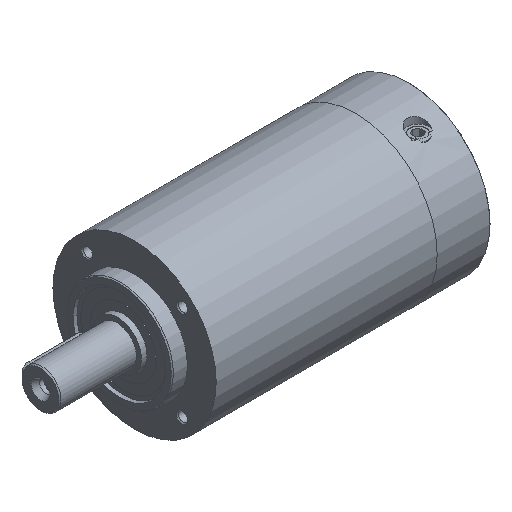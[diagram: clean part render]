
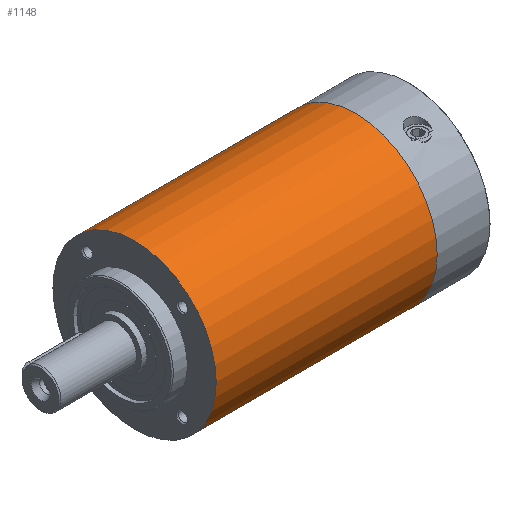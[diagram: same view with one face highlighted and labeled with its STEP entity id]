
A CAD part, isometric view. The second image highlights one B-rep face of the part: STEP entity #1148.
In plain terms, the highlighted cylindrical face has radius 42.5 mm (diameter 85 mm), a full revolution.
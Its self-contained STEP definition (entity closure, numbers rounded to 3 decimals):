
#610 = PLANE('',#611);
#611 = AXIS2_PLACEMENT_3D('',#612,#613,#614);
#612 = CARTESIAN_POINT('',(49.,21.25,0.));
#613 = DIRECTION('',(-1.,0.,0.));
#614 = DIRECTION('',(0.,0.,1.));
#630 = EDGE_CURVE('',#631,#631,#633,.T.);
#631 = VERTEX_POINT('',#632);
#632 = CARTESIAN_POINT('',(49.,42.5,0.));
#633 = SURFACE_CURVE('',#634,(#639,#650),.PCURVE_S1.);
#634 = CIRCLE('',#635,42.5);
#635 = AXIS2_PLACEMENT_3D('',#636,#637,#638);
#636 = CARTESIAN_POINT('',(49.,0.,0.));
#637 = DIRECTION('',(1.,0.,0.));
#638 = DIRECTION('',(0.,1.,0.));
#639 = PCURVE('',#610,#640);
#640 = DEFINITIONAL_REPRESENTATION('',(#641),#649);
#641 = ( BOUNDED_CURVE() B_SPLINE_CURVE(2,(#642,#643,#644,#645,#646,#647
,#648),.UNSPECIFIED.,.T.,.F.) B_SPLINE_CURVE_WITH_KNOTS((1,2,2,2,2,1),(
    -2.094,0.,2.094,4.189,6.283,
8.378),.UNSPECIFIED.) CURVE() GEOMETRIC_REPRESENTATION_ITEM() 
RATIONAL_B_SPLINE_CURVE((1.,0.5,1.,0.5,1.,0.5,1.)) REPRESENTATION_ITEM(
  '') );
#642 = CARTESIAN_POINT('',(0.,21.25));
#643 = CARTESIAN_POINT('',(73.612,21.25));
#644 = CARTESIAN_POINT('',(36.806,-42.5));
#645 = CARTESIAN_POINT('',(0.,-106.25));
#646 = CARTESIAN_POINT('',(-36.806,-42.5));
#647 = CARTESIAN_POINT('',(-73.612,21.25));
#648 = CARTESIAN_POINT('',(0.,21.25));
#649 = ( GEOMETRIC_REPRESENTATION_CONTEXT(2) 
PARAMETRIC_REPRESENTATION_CONTEXT() REPRESENTATION_CONTEXT('2D SPACE',''
  ) );
#650 = PCURVE('',#651,#656);
#651 = CYLINDRICAL_SURFACE('',#652,42.5);
#652 = AXIS2_PLACEMENT_3D('',#653,#654,#655);
#653 = CARTESIAN_POINT('',(106.5,0.,0.));
#654 = DIRECTION('',(1.,0.,0.));
#655 = DIRECTION('',(0.,1.,0.));
#656 = DEFINITIONAL_REPRESENTATION('',(#657),#660);
#657 = B_SPLINE_CURVE_WITH_KNOTS('',1,(#658,#659),.UNSPECIFIED.,.F.,.F.,
  (2,2),(0.,6.283),.PIECEWISE_BEZIER_KNOTS.);
#658 = CARTESIAN_POINT('',(0.,-57.5));
#659 = CARTESIAN_POINT('',(6.283,-57.5));
#660 = ( GEOMETRIC_REPRESENTATION_CONTEXT(2) 
PARAMETRIC_REPRESENTATION_CONTEXT() REPRESENTATION_CONTEXT('2D SPACE',''
  ) );
#1148 = ADVANCED_FACE('',(#1149),#651,.T.);
#1149 = FACE_BOUND('',#1150,.T.);
#1150 = EDGE_LOOP('',(#1151,#1178,#1198,#1199));
#1151 = ORIENTED_EDGE('',*,*,#1152,.F.);
#1152 = EDGE_CURVE('',#1153,#1153,#1155,.T.);
#1153 = VERTEX_POINT('',#1154);
#1154 = CARTESIAN_POINT('',(164.,42.5,0.));
#1155 = SURFACE_CURVE('',#1156,(#1161,#1167),.PCURVE_S1.);
#1156 = CIRCLE('',#1157,42.5);
#1157 = AXIS2_PLACEMENT_3D('',#1158,#1159,#1160);
#1158 = CARTESIAN_POINT('',(164.,0.,0.));
#1159 = DIRECTION('',(1.,0.,0.));
#1160 = DIRECTION('',(0.,1.,0.));
#1161 = PCURVE('',#651,#1162);
#1162 = DEFINITIONAL_REPRESENTATION('',(#1163),#1166);
#1163 = B_SPLINE_CURVE_WITH_KNOTS('',1,(#1164,#1165),.UNSPECIFIED.,.F.,
  .F.,(2,2),(0.,6.283),.PIECEWISE_BEZIER_KNOTS.);
#1164 = CARTESIAN_POINT('',(0.,57.5));
#1165 = CARTESIAN_POINT('',(6.283,57.5));
#1166 = ( GEOMETRIC_REPRESENTATION_CONTEXT(2) 
PARAMETRIC_REPRESENTATION_CONTEXT() REPRESENTATION_CONTEXT('2D SPACE',''
  ) );
#1167 = PCURVE('',#1168,#1173);
#1168 = CYLINDRICAL_SURFACE('',#1169,42.5);
#1169 = AXIS2_PLACEMENT_3D('',#1170,#1171,#1172);
#1170 = CARTESIAN_POINT('',(175.75,0.,0.));
#1171 = DIRECTION('',(1.,0.,0.));
#1172 = DIRECTION('',(0.,1.,0.));
#1173 = DEFINITIONAL_REPRESENTATION('',(#1174),#1177);
#1174 = B_SPLINE_CURVE_WITH_KNOTS('',1,(#1175,#1176),.UNSPECIFIED.,.F.,
  .F.,(2,2),(0.,6.283),.PIECEWISE_BEZIER_KNOTS.);
#1175 = CARTESIAN_POINT('',(0.,-11.75));
#1176 = CARTESIAN_POINT('',(6.283,-11.75));
#1177 = ( GEOMETRIC_REPRESENTATION_CONTEXT(2) 
PARAMETRIC_REPRESENTATION_CONTEXT() REPRESENTATION_CONTEXT('2D SPACE',''
  ) );
#1178 = ORIENTED_EDGE('',*,*,#1179,.F.);
#1179 = EDGE_CURVE('',#631,#1153,#1180,.T.);
#1180 = SEAM_CURVE('',#1181,(#1184,#1191),.PCURVE_S1.);
#1181 = B_SPLINE_CURVE_WITH_KNOTS('',1,(#1182,#1183),.UNSPECIFIED.,.F.,
  .F.,(2,2),(-57.5,57.5),.PIECEWISE_BEZIER_KNOTS.);
#1182 = CARTESIAN_POINT('',(49.,42.5,0.));
#1183 = CARTESIAN_POINT('',(164.,42.5,0.));
#1184 = PCURVE('',#651,#1185);
#1185 = DEFINITIONAL_REPRESENTATION('',(#1186),#1190);
#1186 = LINE('',#1187,#1188);
#1187 = CARTESIAN_POINT('',(0.,0.));
#1188 = VECTOR('',#1189,1.);
#1189 = DIRECTION('',(0.,1.));
#1190 = ( GEOMETRIC_REPRESENTATION_CONTEXT(2) 
PARAMETRIC_REPRESENTATION_CONTEXT() REPRESENTATION_CONTEXT('2D SPACE',''
  ) );
#1191 = PCURVE('',#651,#1192);
#1192 = DEFINITIONAL_REPRESENTATION('',(#1193),#1197);
#1193 = LINE('',#1194,#1195);
#1194 = CARTESIAN_POINT('',(6.283,0.));
#1195 = VECTOR('',#1196,1.);
#1196 = DIRECTION('',(0.,1.));
#1197 = ( GEOMETRIC_REPRESENTATION_CONTEXT(2) 
PARAMETRIC_REPRESENTATION_CONTEXT() REPRESENTATION_CONTEXT('2D SPACE',''
  ) );
#1198 = ORIENTED_EDGE('',*,*,#630,.T.);
#1199 = ORIENTED_EDGE('',*,*,#1179,.T.);
